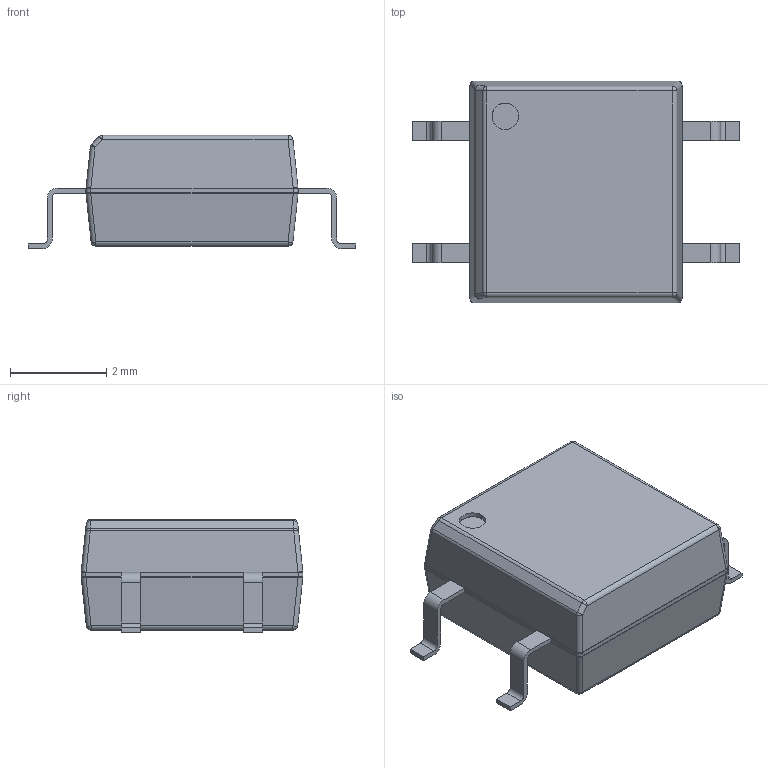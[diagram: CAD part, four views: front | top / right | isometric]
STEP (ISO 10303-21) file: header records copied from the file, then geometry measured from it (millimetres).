
FILE_DESCRIPTION (( 'STEP AP214' ), '1' );
FILE_NAME ('User Library-SOP254P680X235-4N.STEP', '2023-04-13T11:39:56', ( '' ), ( '' ), 'SwSTEP 2.0', 'SolidWorks 2022', '' );
FILE_SCHEMA (( 'AUTOMOTIVE_DESIGN' ));
Length unit declared in the file: millimetre
Products named in the file (6): Body; Open_CASCADE_STEP_translator_6.8_1.2.1; Leader; 6039296832; User Library-SOP254P680X235-4N; Open_CASCADE_STEP_translator_6.8_1.1
Assembly tree (8 placements, depth 4):
  User Library-SOP254P680X235-4N
    6039296832
      Open_CASCADE_STEP_translator_6.8_1.1
      Body
        Open_CASCADE_STEP_translator_6.8_1.2.1
      Leader  x4
Bounding box: 6.8 x 4.6 x 2.35 mm (x, y, z)
Volume: 44.5 mm3; surface area: 84.7 mm2
Topology: 5 solids, 6 shells, 124 faces, 276 edges, 164 vertices
Faces by surface type: plane 57, cylinder 49, bspline 18
Entity records: 4022 total; most frequent: CARTESIAN_POINT 1322, ORIENTED_EDGE 334, DIRECTION 332, EDGE_CURVE 168, AXIS2_PLACEMENT_3D 120, UNCERTAINTY_MEASURE_WITH_UNIT 92, VERTEX_POINT 92, VECTOR 92
